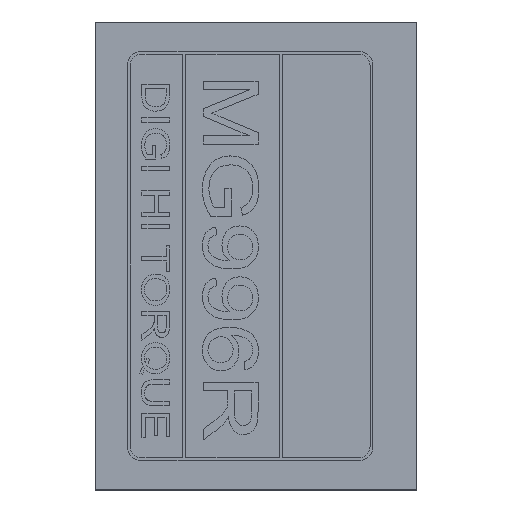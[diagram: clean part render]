
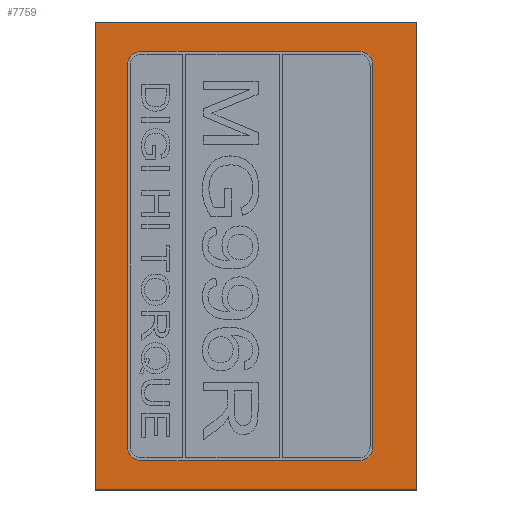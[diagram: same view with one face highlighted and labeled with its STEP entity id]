
A CAD part, top view. The second image highlights one B-rep face of the part: STEP entity #7759.
In plain terms, the highlighted planar face has unit normal (0, 0, 1).
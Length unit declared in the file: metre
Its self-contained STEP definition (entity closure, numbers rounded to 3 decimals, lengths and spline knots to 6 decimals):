
#944=CIRCLE('',#10923,0.0005);
#945=CIRCLE('',#10926,0.0005);
#946=CIRCLE('',#10929,0.0005);
#947=CIRCLE('',#10932,0.0005);
#3158=ORIENTED_EDGE('',*,*,#4292,.F.);
#3159=ORIENTED_EDGE('',*,*,#4279,.T.);
#3160=ORIENTED_EDGE('',*,*,#4280,.F.);
#3161=ORIENTED_EDGE('',*,*,#4283,.T.);
#3162=ORIENTED_EDGE('',*,*,#4284,.F.);
#3163=ORIENTED_EDGE('',*,*,#4287,.T.);
#3164=ORIENTED_EDGE('',*,*,#4288,.F.);
#3165=ORIENTED_EDGE('',*,*,#4291,.T.);
#3166=ORIENTED_EDGE('',*,*,#4297,.F.);
#3167=ORIENTED_EDGE('',*,*,#4298,.F.);
#3168=ORIENTED_EDGE('',*,*,#4294,.F.);
#3169=ORIENTED_EDGE('',*,*,#4299,.F.);
#4279=EDGE_CURVE('',#5035,#5036,#5463,.T.);
#4280=EDGE_CURVE('',#5037,#5036,#944,.T.);
#4283=EDGE_CURVE('',#5037,#5038,#5466,.T.);
#4284=EDGE_CURVE('',#5039,#5038,#945,.T.);
#4287=EDGE_CURVE('',#5039,#5040,#5469,.T.);
#4288=EDGE_CURVE('',#5041,#5040,#946,.T.);
#4291=EDGE_CURVE('',#5041,#5042,#5472,.T.);
#4292=EDGE_CURVE('',#5035,#5042,#947,.T.);
#4294=EDGE_CURVE('',#5044,#5045,#5474,.T.);
#4297=EDGE_CURVE('',#5047,#5048,#5477,.T.);
#4298=EDGE_CURVE('',#5045,#5047,#5478,.T.);
#4299=EDGE_CURVE('',#5048,#5044,#5479,.T.);
#5035=VERTEX_POINT('',#16234);
#5036=VERTEX_POINT('',#16236);
#5037=VERTEX_POINT('',#16240);
#5038=VERTEX_POINT('',#16244);
#5039=VERTEX_POINT('',#16248);
#5040=VERTEX_POINT('',#16252);
#5041=VERTEX_POINT('',#16256);
#5042=VERTEX_POINT('',#16260);
#5044=VERTEX_POINT('',#16267);
#5045=VERTEX_POINT('',#16269);
#5047=VERTEX_POINT('',#16275);
#5048=VERTEX_POINT('',#16276);
#5463=LINE('',#16237,#5897);
#5466=LINE('',#16245,#5900);
#5469=LINE('',#16253,#5903);
#5472=LINE('',#16261,#5906);
#5474=LINE('',#16268,#5908);
#5477=LINE('',#16274,#5911);
#5478=LINE('',#16277,#5912);
#5479=LINE('',#16278,#5913);
#5897=VECTOR('',#12783,1.);
#5900=VECTOR('',#12792,1.);
#5903=VECTOR('',#12801,1.);
#5906=VECTOR('',#12810,1.);
#5908=VECTOR('',#12818,1.);
#5911=VECTOR('',#12823,1.);
#5912=VECTOR('',#12824,1.);
#5913=VECTOR('',#12825,1.);
#6348=EDGE_LOOP('',(#3158,#3159,#3160,#3161,#3162,#3163,#3164,#3165));
#6349=EDGE_LOOP('',(#3166,#3167,#3168,#3169));
#6783=FACE_BOUND('',#6348,.T.);
#6784=FACE_BOUND('',#6349,.T.);
#6946=PLANE('',#10934);
#7759=ADVANCED_FACE('',(#6783,#6784),#6946,.T.);
#10923=AXIS2_PLACEMENT_3D('',#16239,#12786,#12787);
#10926=AXIS2_PLACEMENT_3D('',#16247,#12795,#12796);
#10929=AXIS2_PLACEMENT_3D('',#16255,#12804,#12805);
#10932=AXIS2_PLACEMENT_3D('',#16263,#12813,#12814);
#10934=AXIS2_PLACEMENT_3D('',#16273,#12821,#12822);
#12783=DIRECTION('',(1.,0.,0.));
#12786=DIRECTION('',(0.,0.,1.));
#12787=DIRECTION('',(0.,-1.,0.));
#12792=DIRECTION('',(0.,-1.,0.));
#12795=DIRECTION('',(0.,0.,1.));
#12796=DIRECTION('',(0.,-1.,0.));
#12801=DIRECTION('',(-1.,0.,0.));
#12804=DIRECTION('',(0.,0.,1.));
#12805=DIRECTION('',(0.,-1.,0.));
#12810=DIRECTION('',(0.,1.,0.));
#12813=DIRECTION('',(0.,0.,1.));
#12814=DIRECTION('',(0.,-1.,0.));
#12818=DIRECTION('',(0.,1.,0.));
#12821=DIRECTION('',(0.,0.,1.));
#12822=DIRECTION('',(0.,-1.,0.));
#12823=DIRECTION('',(0.,-1.,0.));
#12824=DIRECTION('',(1.,0.,0.));
#12825=DIRECTION('',(-1.,0.,0.));
#16234=CARTESIAN_POINT('',(-0.0214,0.007,0.011));
#16236=CARTESIAN_POINT('',(-0.014,0.007,0.011));
#16237=CARTESIAN_POINT('',(-0.0214,0.007,0.011));
#16239=CARTESIAN_POINT('',(-0.014,0.0065,0.011));
#16240=CARTESIAN_POINT('',(-0.0135,0.0065,0.011));
#16244=CARTESIAN_POINT('',(-0.0135,-0.0065,0.011));
#16245=CARTESIAN_POINT('',(-0.0135,0.0065,0.011));
#16247=CARTESIAN_POINT('',(-0.014,-0.0065,0.011));
#16248=CARTESIAN_POINT('',(-0.014,-0.007,0.011));
#16252=CARTESIAN_POINT('',(-0.0214,-0.007,0.011));
#16253=CARTESIAN_POINT('',(-0.014,-0.007,0.011));
#16255=CARTESIAN_POINT('',(-0.0214,-0.0065,0.011));
#16256=CARTESIAN_POINT('',(-0.0219,-0.0065,0.011));
#16260=CARTESIAN_POINT('',(-0.0219,0.0065,0.011));
#16261=CARTESIAN_POINT('',(-0.0219,-0.0065,0.011));
#16263=CARTESIAN_POINT('',(-0.0214,0.0065,0.011));
#16267=CARTESIAN_POINT('',(-0.023,-0.008,0.011));
#16268=CARTESIAN_POINT('',(-0.023,-0.008,0.011));
#16269=CARTESIAN_POINT('',(-0.023,0.008,0.011));
#16273=CARTESIAN_POINT('',(-0.0175,0.,0.011));
#16274=CARTESIAN_POINT('',(-0.012,0.008,0.011));
#16275=CARTESIAN_POINT('',(-0.012,0.008,0.011));
#16276=CARTESIAN_POINT('',(-0.012,-0.008,0.011));
#16277=CARTESIAN_POINT('',(-0.023,0.008,0.011));
#16278=CARTESIAN_POINT('',(-0.012,-0.008,0.011));
